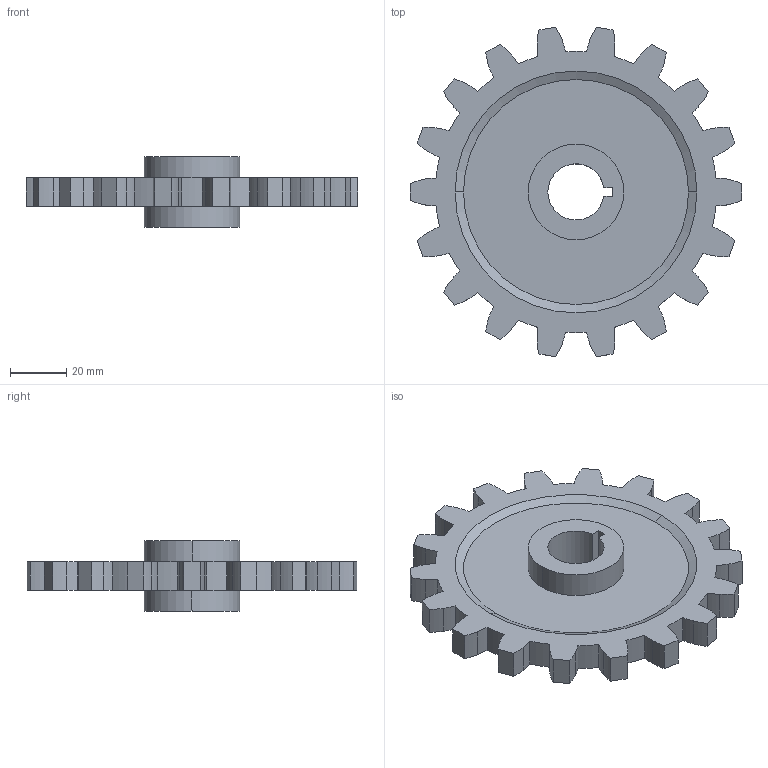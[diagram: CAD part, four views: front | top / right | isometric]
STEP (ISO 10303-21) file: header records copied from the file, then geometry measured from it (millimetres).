
FILE_DESCRIPTION(('produced by SPATIAL CORP'),'2;1');
FILE_NAME('gear.hh.sat.stp', '2002-04-22T18:05:40+00:00',('SPATIAL CORP'),('SPATIAL CORP'), 'ACIS STEP Husk','http://www.spatial.com','SPATIAL CORP');
FILE_SCHEMA(('CONFIG_CONTROL_DESIGN'));
Length unit declared in the file: millimetre
Products named in the file (1): PRODUCT_ID_1
Bounding box: 118 x 117.25 x 25 mm (x, y, z)
Volume: 84563.2 mm3; surface area: 27542.8 mm2
Topology: 1 solids, 1 shells, 127 faces, 363 edges, 242 vertices
Faces by surface type: cylinder 96, plane 27, cone 4
Entity records: 3471 total; most frequent: ORIENTED_EDGE 726, CARTESIAN_POINT 557, DIRECTION 467, EDGE_CURVE 363, VERTEX_POINT 242, VECTOR 163, LINE 163, AXIS2_PLACEMENT_3D 152
